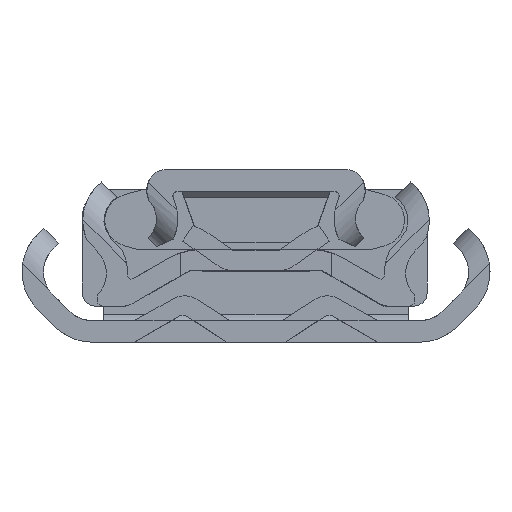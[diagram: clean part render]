
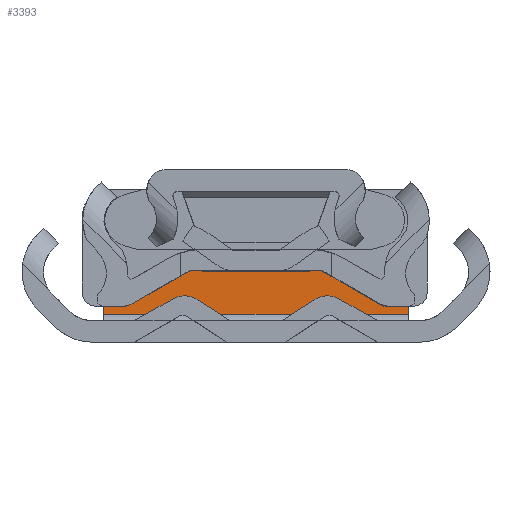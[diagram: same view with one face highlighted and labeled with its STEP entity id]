
A CAD part, left-side view. The second image highlights one B-rep face of the part: STEP entity #3393.
In plain terms, the highlighted planar face has unit normal (-1, 0, 0).
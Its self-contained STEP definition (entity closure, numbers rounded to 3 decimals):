
#311 = VERTEX_POINT ( 'NONE', #2415 ) ;
#449 = CARTESIAN_POINT ( 'NONE',  ( 506.4, -9.5, 8.4 ) ) ;
#870 = DIRECTION ( 'NONE',  ( 0., 0., -1. ) ) ;
#929 = DIRECTION ( 'NONE',  ( 0., -1., 0. ) ) ;
#1001 = VERTEX_POINT ( 'NONE', #449 ) ;
#1069 = ORIENTED_EDGE ( 'NONE', *, *, #5153, .F. ) ;
#1367 = VERTEX_POINT ( 'NONE', #2718 ) ;
#1451 = VECTOR ( 'NONE', #3464, 1000. ) ;
#1835 = DIRECTION ( 'NONE',  ( 0., -1., 0. ) ) ;
#2071 = VECTOR ( 'NONE', #5554, 1000. ) ;
#2289 = CARTESIAN_POINT ( 'NONE',  ( 506.4, 9.5, 6.4 ) ) ;
#2303 = EDGE_LOOP ( 'NONE', ( #7241, #7412, #9704, #9381, #1069, #10026 ) ) ;
#2390 = AXIS2_PLACEMENT_3D ( 'NONE', #7002, #2631, #3594 ) ;
#2415 = CARTESIAN_POINT ( 'NONE',  ( 506.4, 11.5, 2.1 ) ) ;
#2562 = LINE ( 'NONE', #9936, #1451 ) ;
#2627 = LINE ( 'NONE', #4446, #10854 ) ;
#2631 = DIRECTION ( 'NONE',  ( 1., 0., 0. ) ) ;
#2718 = CARTESIAN_POINT ( 'NONE',  ( 506.4, -11.5, 2.1 ) ) ;
#2922 = AXIS2_PLACEMENT_3D ( 'NONE', #3320, #5202, #870 ) ;
#3320 = CARTESIAN_POINT ( 'NONE',  ( 506.4, -9.5, 6.4 ) ) ;
#3369 = AXIS2_PLACEMENT_3D ( 'NONE', #2289, #10909, #8250 ) ;
#3393 = ADVANCED_FACE ( 'NONE', ( #6730 ), #5931, .F. ) ;
#3464 = DIRECTION ( 'NONE',  ( 0., 0., -1. ) ) ;
#3534 = EDGE_CURVE ( 'NONE', #1001, #6572, #4013, .T. ) ;
#3543 = VECTOR ( 'NONE', #929, 1000. ) ;
#3594 = DIRECTION ( 'NONE',  ( 0., 0., -1. ) ) ;
#4013 = CIRCLE ( 'NONE', #2390, 2. ) ;
#4262 = EDGE_CURVE ( 'NONE', #6572, #1367, #2562, .T. ) ;
#4446 = CARTESIAN_POINT ( 'NONE',  ( 506.4, 9.5, 8.4 ) ) ;
#4710 = CARTESIAN_POINT ( 'NONE',  ( 506.4, 11.5, 6.4 ) ) ;
#4831 = CARTESIAN_POINT ( 'NONE',  ( 506.4, -11.5, 6.4 ) ) ;
#5153 = EDGE_CURVE ( 'NONE', #9060, #1001, #2627, .T. ) ;
#5202 = DIRECTION ( 'NONE',  ( 1., 0., 0. ) ) ;
#5554 = DIRECTION ( 'NONE',  ( 0., 0., 1. ) ) ;
#5666 = LINE ( 'NONE', #4710, #2071 ) ;
#5931 = PLANE ( 'NONE',  #2922 ) ;
#5968 = EDGE_CURVE ( 'NONE', #311, #1367, #9556, .T. ) ;
#6122 = EDGE_CURVE ( 'NONE', #7862, #9060, #10422, .T. ) ;
#6572 = VERTEX_POINT ( 'NONE', #4831 ) ;
#6730 = FACE_OUTER_BOUND ( 'NONE', #2303, .T. ) ;
#7002 = CARTESIAN_POINT ( 'NONE',  ( 506.4, -9.5, 6.4 ) ) ;
#7241 = ORIENTED_EDGE ( 'NONE', *, *, #8258, .F. ) ;
#7412 = ORIENTED_EDGE ( 'NONE', *, *, #5968, .T. ) ;
#7862 = VERTEX_POINT ( 'NONE', #9254 ) ;
#8250 = DIRECTION ( 'NONE',  ( 0., 0., -1. ) ) ;
#8258 = EDGE_CURVE ( 'NONE', #311, #7862, #5666, .T. ) ;
#8707 = CARTESIAN_POINT ( 'NONE',  ( 506.4, -11.5, 2.1 ) ) ;
#8987 = CARTESIAN_POINT ( 'NONE',  ( 506.4, 9.5, 8.4 ) ) ;
#9060 = VERTEX_POINT ( 'NONE', #8987 ) ;
#9254 = CARTESIAN_POINT ( 'NONE',  ( 506.4, 11.5, 6.4 ) ) ;
#9381 = ORIENTED_EDGE ( 'NONE', *, *, #3534, .F. ) ;
#9556 = LINE ( 'NONE', #8707, #3543 ) ;
#9704 = ORIENTED_EDGE ( 'NONE', *, *, #4262, .F. ) ;
#9936 = CARTESIAN_POINT ( 'NONE',  ( 506.4, -11.5, 6.4 ) ) ;
#10026 = ORIENTED_EDGE ( 'NONE', *, *, #6122, .F. ) ;
#10422 = CIRCLE ( 'NONE', #3369, 2. ) ;
#10854 = VECTOR ( 'NONE', #1835, 1000. ) ;
#10909 = DIRECTION ( 'NONE',  ( 1., 0., 0. ) ) ;
